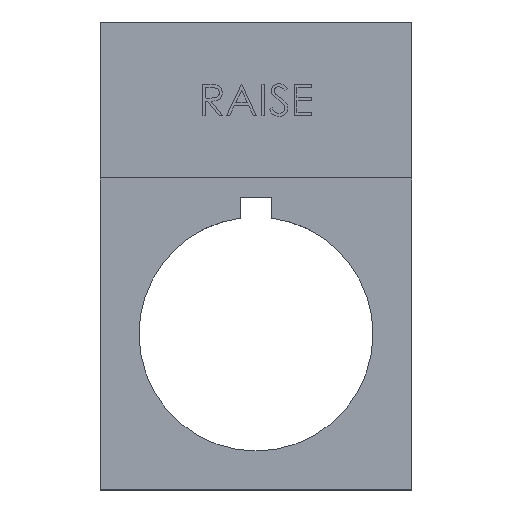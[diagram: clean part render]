
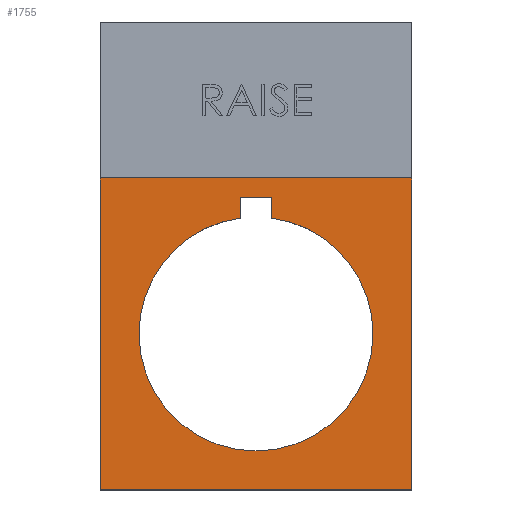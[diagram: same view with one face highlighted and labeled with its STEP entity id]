
A CAD part, top view. The second image highlights one B-rep face of the part: STEP entity #1755.
In plain terms, the highlighted planar face has unit normal (0, 0, 1).
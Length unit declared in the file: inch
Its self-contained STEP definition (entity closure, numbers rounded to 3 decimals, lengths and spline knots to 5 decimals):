
#29 = VECTOR ( 'NONE', #2557, 39.37008 ) ;
#75 = DIRECTION ( 'NONE',  ( 1., 0., 0. ) ) ;
#126 = EDGE_CURVE ( 'NONE', #3604, #934, #770, .T. ) ;
#135 = ORIENTED_EDGE ( 'NONE', *, *, #3464, .F. ) ;
#171 = PLANE ( 'NONE',  #1730 ) ;
#226 = CARTESIAN_POINT ( 'NONE',  ( 0., 0., 0.01969 ) ) ;
#295 = CARTESIAN_POINT ( 'NONE',  ( 0., 0., 0.01969 ) ) ;
#393 = EDGE_CURVE ( 'NONE', #2049, #2338, #3880, .T. ) ;
#434 = VERTEX_POINT ( 'NONE', #1324 ) ;
#545 = LINE ( 'NONE', #3259, #29 ) ;
#641 = CARTESIAN_POINT ( 'NONE',  ( 0.05906, 0.43896, 0.01969 ) ) ;
#694 = ORIENTED_EDGE ( 'NONE', *, *, #126, .T. ) ;
#731 = CARTESIAN_POINT ( 'NONE',  ( 0.19685, 0.59055, 0.01969 ) ) ;
#736 = ORIENTED_EDGE ( 'NONE', *, *, #4152, .T. ) ;
#746 = VERTEX_POINT ( 'NONE', #1844 ) ;
#770 = LINE ( 'NONE', #4336, #2746 ) ;
#831 = CARTESIAN_POINT ( 'NONE',  ( 0.44291, 0., 0.01969 ) ) ;
#926 = AXIS2_PLACEMENT_3D ( 'NONE', #226, #3140, #2067 ) ;
#934 = VERTEX_POINT ( 'NONE', #4416 ) ;
#992 = FACE_OUTER_BOUND ( 'NONE', #2237, .T. ) ;
#1008 = VECTOR ( 'NONE', #2192, 39.37008 ) ;
#1024 = ORIENTED_EDGE ( 'NONE', *, *, #4518, .F. ) ;
#1026 = DIRECTION ( 'NONE',  ( 1., 0., 0. ) ) ;
#1065 = DIRECTION ( 'NONE',  ( 0., 0., -1. ) ) ;
#1073 = ORIENTED_EDGE ( 'NONE', *, *, #4069, .T. ) ;
#1234 = DIRECTION ( 'NONE',  ( 0., 0., 1. ) ) ;
#1286 = CIRCLE ( 'NONE', #1328, 0.44291 ) ;
#1324 = CARTESIAN_POINT ( 'NONE',  ( -0.59055, -0.59055, 0.01969 ) ) ;
#1328 = AXIS2_PLACEMENT_3D ( 'NONE', #295, #3865, #1026 ) ;
#1366 = EDGE_CURVE ( 'NONE', #434, #2847, #545, .T. ) ;
#1367 = VECTOR ( 'NONE', #4066, 39.37008 ) ;
#1379 = CARTESIAN_POINT ( 'NONE',  ( 0., 0., 0.01969 ) ) ;
#1408 = DIRECTION ( 'NONE',  ( 1., 0., 0. ) ) ;
#1450 = CARTESIAN_POINT ( 'NONE',  ( -0.59055, 0.59055, 0.01969 ) ) ;
#1730 = AXIS2_PLACEMENT_3D ( 'NONE', #4057, #1234, #4070 ) ;
#1747 = ORIENTED_EDGE ( 'NONE', *, *, #4207, .T. ) ;
#1755 = ADVANCED_FACE ( 'NONE', ( #2942, #992 ), #171, .T. ) ;
#1836 = CARTESIAN_POINT ( 'NONE',  ( -0.59055, -0.59055, 0.01969 ) ) ;
#1844 = CARTESIAN_POINT ( 'NONE',  ( 0.59055, 0.59055, 0.01969 ) ) ;
#1918 = ORIENTED_EDGE ( 'NONE', *, *, #4392, .T. ) ;
#1960 = LINE ( 'NONE', #3629, #1008 ) ;
#2049 = VERTEX_POINT ( 'NONE', #2087 ) ;
#2067 = DIRECTION ( 'NONE',  ( 1., 0., 0. ) ) ;
#2080 = ORIENTED_EDGE ( 'NONE', *, *, #2691, .T. ) ;
#2086 = DIRECTION ( 'NONE',  ( 0., -1., 0. ) ) ;
#2087 = CARTESIAN_POINT ( 'NONE',  ( -0.44291, 0., 0.01969 ) ) ;
#2092 = LINE ( 'NONE', #2945, #1367 ) ;
#2138 = CARTESIAN_POINT ( 'NONE',  ( -0.59055, 0.59055, 0.01969 ) ) ;
#2192 = DIRECTION ( 'NONE',  ( 0., -1., 0. ) ) ;
#2237 = EDGE_LOOP ( 'NONE', ( #135, #1024, #1747, #2404 ) ) ;
#2265 = CIRCLE ( 'NONE', #4458, 0.44291 ) ;
#2338 = VERTEX_POINT ( 'NONE', #4014 ) ;
#2344 = VECTOR ( 'NONE', #2876, 39.37008 ) ;
#2404 = ORIENTED_EDGE ( 'NONE', *, *, #1366, .F. ) ;
#2482 = CARTESIAN_POINT ( 'NONE',  ( 0.59055, -0.59055, 0.01969 ) ) ;
#2486 = CARTESIAN_POINT ( 'NONE',  ( -0.19685, 0.59055, 0.01969 ) ) ;
#2557 = DIRECTION ( 'NONE',  ( 0., 1., 0. ) ) ;
#2691 = EDGE_CURVE ( 'NONE', #2780, #3932, #2265, .T. ) ;
#2746 = VECTOR ( 'NONE', #75, 39.37008 ) ;
#2780 = VERTEX_POINT ( 'NONE', #641 ) ;
#2805 = EDGE_LOOP ( 'NONE', ( #694, #736, #2080, #1073, #4085, #1918 ) ) ;
#2847 = VERTEX_POINT ( 'NONE', #2138 ) ;
#2876 = DIRECTION ( 'NONE',  ( -1., 0., 0. ) ) ;
#2942 = FACE_BOUND ( 'NONE', #2805, .T. ) ;
#2945 = CARTESIAN_POINT ( 'NONE',  ( -0.05906, 0.5177, 0.01969 ) ) ;
#3140 = DIRECTION ( 'NONE',  ( 0., 0., -1. ) ) ;
#3246 = LINE ( 'NONE', #4559, #4075 ) ;
#3259 = CARTESIAN_POINT ( 'NONE',  ( -0.59055, 1.1811, 0.01969 ) ) ;
#3464 = EDGE_CURVE ( 'NONE', #4549, #434, #4609, .T. ) ;
#3604 = VERTEX_POINT ( 'NONE', #3605 ) ;
#3605 = CARTESIAN_POINT ( 'NONE',  ( -0.05906, 0.5177, 0.01969 ) ) ;
#3629 = CARTESIAN_POINT ( 'NONE',  ( 0.05906, 0.43896, 0.01969 ) ) ;
#3656 = B_SPLINE_CURVE_WITH_KNOTS ( 'NONE', 3,
 ( #4247, #731, #2486, #1450 ),
 .UNSPECIFIED., .F., .F.,
 ( 4, 4 ),
 ( 0., 1. ),
 .UNSPECIFIED. ) ;
#3865 = DIRECTION ( 'NONE',  ( 0., 0., -1. ) ) ;
#3880 = CIRCLE ( 'NONE', #926, 0.44291 ) ;
#3932 = VERTEX_POINT ( 'NONE', #831 ) ;
#4014 = CARTESIAN_POINT ( 'NONE',  ( -0.05906, 0.43896, 0.01969 ) ) ;
#4057 = CARTESIAN_POINT ( 'NONE',  ( 0., 0.29528, 0.01969 ) ) ;
#4066 = DIRECTION ( 'NONE',  ( 0., 1., 0. ) ) ;
#4069 = EDGE_CURVE ( 'NONE', #3932, #2049, #1286, .T. ) ;
#4070 = DIRECTION ( 'NONE',  ( 1., 0., 0. ) ) ;
#4075 = VECTOR ( 'NONE', #2086, 39.37008 ) ;
#4085 = ORIENTED_EDGE ( 'NONE', *, *, #393, .T. ) ;
#4152 = EDGE_CURVE ( 'NONE', #934, #2780, #1960, .T. ) ;
#4207 = EDGE_CURVE ( 'NONE', #746, #2847, #3656, .T. ) ;
#4247 = CARTESIAN_POINT ( 'NONE',  ( 0.59055, 0.59055, 0.01969 ) ) ;
#4336 = CARTESIAN_POINT ( 'NONE',  ( 0.05906, 0.5177, 0.01969 ) ) ;
#4392 = EDGE_CURVE ( 'NONE', #2338, #3604, #2092, .T. ) ;
#4416 = CARTESIAN_POINT ( 'NONE',  ( 0.05906, 0.5177, 0.01969 ) ) ;
#4458 = AXIS2_PLACEMENT_3D ( 'NONE', #1379, #1065, #1408 ) ;
#4518 = EDGE_CURVE ( 'NONE', #746, #4549, #3246, .T. ) ;
#4549 = VERTEX_POINT ( 'NONE', #2482 ) ;
#4559 = CARTESIAN_POINT ( 'NONE',  ( 0.59055, -0.59055, 0.01969 ) ) ;
#4609 = LINE ( 'NONE', #1836, #2344 ) ;
